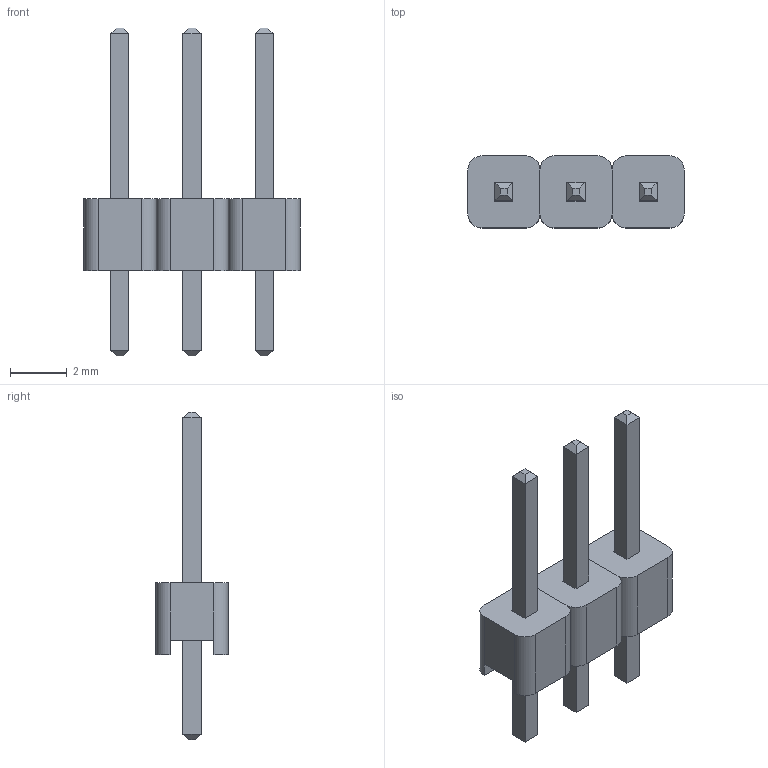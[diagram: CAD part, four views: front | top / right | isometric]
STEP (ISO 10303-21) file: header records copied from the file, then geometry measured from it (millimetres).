
FILE_DESCRIPTION(('FreeCAD Model'),'2;1');
FILE_NAME('Open CASCADE Shape Model','2022-03-28T08:07:31',( 'Engenharia Metaltex'),('Metaltex'), 'Open CASCADE STEP processor 7.5','FreeCAD','Unknown');
FILE_SCHEMA(('AUTOMOTIVE_DESIGN { 1 0 10303 214 1 1 1 1 }'));
Length unit declared in the file: millimetre
Products named in the file (10): Barra_de_pinos; 1; Pino; Base; 2; Pino001; Base001; 3; Pino002; Base002
Assembly tree (9 placements, depth 3):
  Barra_de_pinos
    1
      Pino
      Base
    2
      Pino001
      Base001
    3
      Pino002
      Base002
Bounding box: 7.62 x 2.54 x 11.54 mm (x, y, z)
Volume: 53 mm3; surface area: 213.5 mm2
Topology: 6 solids, 6 shells, 96 faces, 216 edges, 132 vertices
Faces by surface type: plane 84, cylinder 12
Entity records: 5677 total; most frequent: CARTESIAN_POINT 958, DIRECTION 872, LINE 600, VECTOR 600, ORIENTED_EDGE 432, PCURVE 432, DEFINITIONAL_REPRESENTATION 432, EDGE_CURVE 216
